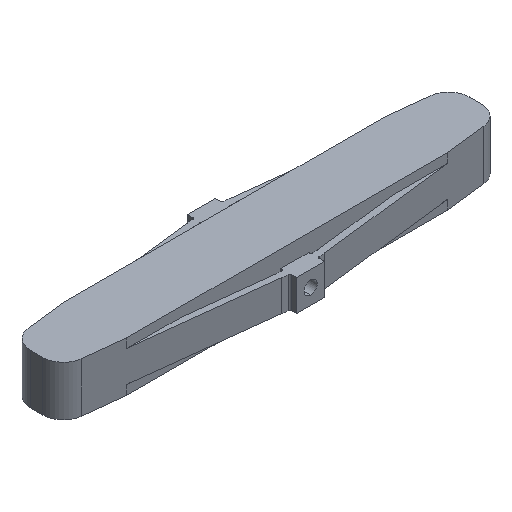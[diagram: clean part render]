
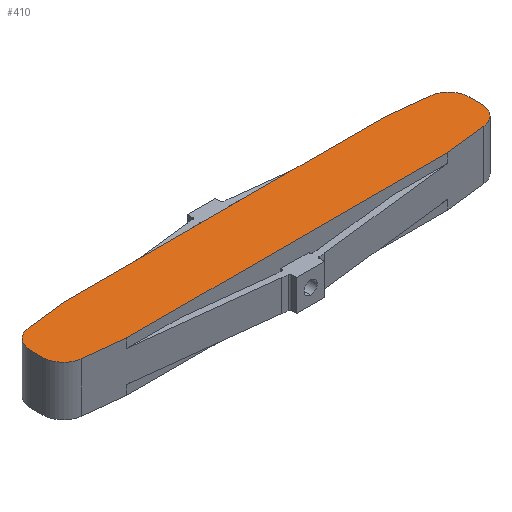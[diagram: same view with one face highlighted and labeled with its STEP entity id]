
A CAD part, isometric view. The second image highlights one B-rep face of the part: STEP entity #410.
In plain terms, the highlighted planar face has unit normal (0, 0, 1).
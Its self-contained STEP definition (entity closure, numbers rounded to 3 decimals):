
#34 = VERTEX_POINT ( 'NONE', #807 ) ;
#38 = EDGE_CURVE ( 'NONE', #57, #41, #808, .T. ) ;
#41 = VERTEX_POINT ( 'NONE', #842 ) ;
#57 = VERTEX_POINT ( 'NONE', #835 ) ;
#71 = EDGE_CURVE ( 'NONE', #79, #57, #892, .T. ) ;
#79 = VERTEX_POINT ( 'NONE', #885 ) ;
#92 = EDGE_CURVE ( 'NONE', #41, #34, #882, .T. ) ;
#406 = EDGE_CURVE ( 'NONE', #34, #676, #1519, .T. ) ;
#409 = ORIENTED_EDGE ( 'NONE', *, *, #450, .T. ) ;
#410 = ADVANCED_FACE ( 'NONE', ( #1518 ), #1488, .T. ) ;
#411 = ORIENTED_EDGE ( 'NONE', *, *, #594, .T. ) ;
#412 = ORIENTED_EDGE ( 'NONE', *, *, #556, .T. ) ;
#413 = ORIENTED_EDGE ( 'NONE', *, *, #38, .T. ) ;
#414 = ORIENTED_EDGE ( 'NONE', *, *, #543, .T. ) ;
#415 = ORIENTED_EDGE ( 'NONE', *, *, #592, .T. ) ;
#416 = ORIENTED_EDGE ( 'NONE', *, *, #406, .T. ) ;
#417 = ORIENTED_EDGE ( 'NONE', *, *, #613, .T. ) ;
#418 = ORIENTED_EDGE ( 'NONE', *, *, #71, .T. ) ;
#419 = ORIENTED_EDGE ( 'NONE', *, *, #614, .T. ) ;
#420 = ORIENTED_EDGE ( 'NONE', *, *, #92, .T. ) ;
#446 = VERTEX_POINT ( 'NONE', #1494 ) ;
#450 = EDGE_CURVE ( 'NONE', #446, #554, #1476, .T. ) ;
#509 = VERTEX_POINT ( 'NONE', #1623 ) ;
#543 = EDGE_CURVE ( 'NONE', #554, #588, #1771, .T. ) ;
#554 = VERTEX_POINT ( 'NONE', #1754 ) ;
#556 = EDGE_CURVE ( 'NONE', #620, #446, #1741, .T. ) ;
#588 = VERTEX_POINT ( 'NONE', #1675 ) ;
#592 = EDGE_CURVE ( 'NONE', #588, #509, #1745, .T. ) ;
#594 = EDGE_CURVE ( 'NONE', #509, #79, #1626, .T. ) ;
#603 = VERTEX_POINT ( 'NONE', #1673 ) ;
#613 = EDGE_CURVE ( 'NONE', #676, #603, #1641, .T. ) ;
#614 = EDGE_CURVE ( 'NONE', #672, #620, #1657, .T. ) ;
#620 = VERTEX_POINT ( 'NONE', #1691 ) ;
#655 = EDGE_CURVE ( 'NONE', #603, #672, #1837, .T. ) ;
#672 = VERTEX_POINT ( 'NONE', #1788 ) ;
#676 = VERTEX_POINT ( 'NONE', #1871 ) ;
#747 = ORIENTED_EDGE ( 'NONE', *, *, #655, .T. ) ;
#806 = CARTESIAN_POINT ( 'NONE',  ( 63.807, 2., 8. ) ) ;
#807 = CARTESIAN_POINT ( 'NONE',  ( 51.433, 10., 8. ) ) ;
#808 = CIRCLE ( 'NONE', #809, 6.525 ) ;
#809 = AXIS2_PLACEMENT_3D ( 'NONE', #806, #839, #838 ) ;
#835 = CARTESIAN_POINT ( 'NONE',  ( 70.332, 2., 8. ) ) ;
#838 = DIRECTION ( 'NONE',  ( 1., 0., 0. ) ) ;
#839 = DIRECTION ( 'NONE',  ( 0., 0., 1. ) ) ;
#842 = CARTESIAN_POINT ( 'NONE',  ( 64.557, 8.482, 8. ) ) ;
#881 = CARTESIAN_POINT ( 'NONE',  ( 64.557, 8.482, 8. ) ) ;
#882 = LINE ( 'NONE', #881, #930 ) ;
#885 = CARTESIAN_POINT ( 'NONE',  ( 70.332, -2., 8. ) ) ;
#889 = DIRECTION ( 'NONE',  ( 0., 1., 0. ) ) ;
#890 = VECTOR ( 'NONE', #889, 1000. ) ;
#891 = CARTESIAN_POINT ( 'NONE',  ( 70.332, -2., 8. ) ) ;
#892 = LINE ( 'NONE', #891, #890 ) ;
#896 = EDGE_LOOP ( 'NONE', ( #412, #409, #414, #415, #411, #418, #413, #420, #416, #417, #747, #419 ) ) ;
#929 = DIRECTION ( 'NONE',  ( -0.993, 0.115, 0. ) ) ;
#930 = VECTOR ( 'NONE', #929, 1000. ) ;
#1460 = VECTOR ( 'NONE', #1496, 1000. ) ;
#1476 = LINE ( 'NONE', #1563, #1562 ) ;
#1483 = CARTESIAN_POINT ( 'NONE',  ( -63.807, -2., 8. ) ) ;
#1488 = PLANE ( 'NONE',  #1547 ) ;
#1490 = DIRECTION ( 'NONE',  ( 1., 0., 0. ) ) ;
#1494 = CARTESIAN_POINT ( 'NONE',  ( -64.557, -8.482, 8. ) ) ;
#1496 = DIRECTION ( 'NONE',  ( -1., 0., 0. ) ) ;
#1518 = FACE_OUTER_BOUND ( 'NONE', #896, .T. ) ;
#1519 = LINE ( 'NONE', #1523, #1460 ) ;
#1523 = CARTESIAN_POINT ( 'NONE',  ( -51.433, 10., 8. ) ) ;
#1547 = AXIS2_PLACEMENT_3D ( 'NONE', #1483, #1551, #1490 ) ;
#1551 = DIRECTION ( 'NONE',  ( 0., 0., 1. ) ) ;
#1561 = DIRECTION ( 'NONE',  ( 0.993, -0.115, 0. ) ) ;
#1562 = VECTOR ( 'NONE', #1561, 1000. ) ;
#1563 = CARTESIAN_POINT ( 'NONE',  ( -64.557, -8.482, 8. ) ) ;
#1623 = CARTESIAN_POINT ( 'NONE',  ( 64.557, -8.482, 8. ) ) ;
#1626 = CIRCLE ( 'NONE', #1627, 6.525 ) ;
#1627 = AXIS2_PLACEMENT_3D ( 'NONE', #1634, #1633, #1632 ) ;
#1629 = DIRECTION ( 'NONE',  ( 0.993, 0.115, 0. ) ) ;
#1630 = CARTESIAN_POINT ( 'NONE',  ( 64.557, -8.482, 8. ) ) ;
#1632 = DIRECTION ( 'NONE',  ( 1., 0., 0. ) ) ;
#1633 = DIRECTION ( 'NONE',  ( 0., 0., 1. ) ) ;
#1634 = CARTESIAN_POINT ( 'NONE',  ( 63.807, -2., 8. ) ) ;
#1636 = VECTOR ( 'NONE', #1629, 1000. ) ;
#1640 = CARTESIAN_POINT ( 'NONE',  ( -64.557, 8.482, 8. ) ) ;
#1641 = LINE ( 'NONE', #1640, #1664 ) ;
#1657 = LINE ( 'NONE', #1692, #1690 ) ;
#1663 = DIRECTION ( 'NONE',  ( -0.993, -0.115, 0. ) ) ;
#1664 = VECTOR ( 'NONE', #1663, 1000. ) ;
#1673 = CARTESIAN_POINT ( 'NONE',  ( -64.557, 8.482, 8. ) ) ;
#1675 = CARTESIAN_POINT ( 'NONE',  ( 51.433, -10., 8. ) ) ;
#1689 = DIRECTION ( 'NONE',  ( 0., -1., 0. ) ) ;
#1690 = VECTOR ( 'NONE', #1689, 1000. ) ;
#1691 = CARTESIAN_POINT ( 'NONE',  ( -70.332, -2., 8. ) ) ;
#1692 = CARTESIAN_POINT ( 'NONE',  ( -70.332, -2., 8. ) ) ;
#1694 = DIRECTION ( 'NONE',  ( 1., 0., 0. ) ) ;
#1695 = DIRECTION ( 'NONE',  ( 0., 0., 1. ) ) ;
#1696 = CARTESIAN_POINT ( 'NONE',  ( -63.807, -2., 8. ) ) ;
#1697 = AXIS2_PLACEMENT_3D ( 'NONE', #1696, #1695, #1694 ) ;
#1741 = CIRCLE ( 'NONE', #1697, 6.525 ) ;
#1742 = DIRECTION ( 'NONE',  ( 1., 0., 0. ) ) ;
#1745 = LINE ( 'NONE', #1630, #1636 ) ;
#1754 = CARTESIAN_POINT ( 'NONE',  ( -51.433, -10., 8. ) ) ;
#1769 = VECTOR ( 'NONE', #1742, 1000. ) ;
#1770 = CARTESIAN_POINT ( 'NONE',  ( -51.433, -10., 8. ) ) ;
#1771 = LINE ( 'NONE', #1770, #1769 ) ;
#1788 = CARTESIAN_POINT ( 'NONE',  ( -70.332, 2., 8. ) ) ;
#1789 = DIRECTION ( 'NONE',  ( 1., 0., 0. ) ) ;
#1790 = DIRECTION ( 'NONE',  ( 0., 0., 1. ) ) ;
#1791 = CARTESIAN_POINT ( 'NONE',  ( -63.807, 2., 8. ) ) ;
#1837 = CIRCLE ( 'NONE', #1899, 6.525 ) ;
#1871 = CARTESIAN_POINT ( 'NONE',  ( -51.433, 10., 8. ) ) ;
#1899 = AXIS2_PLACEMENT_3D ( 'NONE', #1791, #1790, #1789 ) ;
